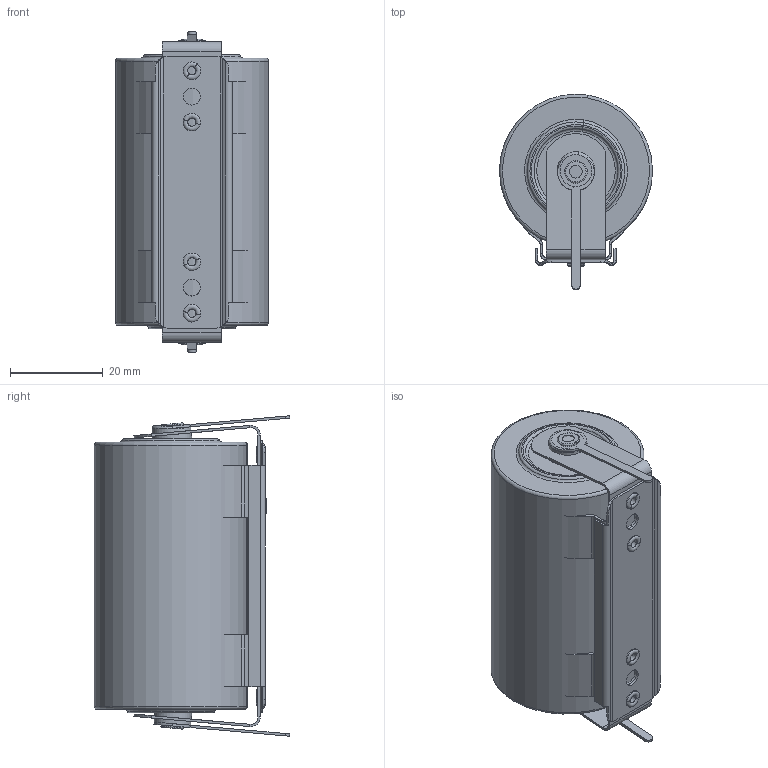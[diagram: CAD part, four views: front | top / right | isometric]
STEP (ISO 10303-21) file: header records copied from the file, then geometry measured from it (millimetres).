
FILE_DESCRIPTION (( 'STEP AP214' ), '1' );
FILE_NAME ('keystone-PN2232.STEP', '2022-03-25T14:54:36', ( '' ), ( '' ), 'SwSTEP 2.0', 'SolidWorks 2022', '' );
FILE_SCHEMA (( 'AUTOMOTIVE_DESIGN' ));
Length unit declared in the file: millimetre
Products named in the file (1): keystone-PN2232
Bounding box: 33.06 x 42.17 x 69.22 mm (x, y, z)
Volume: 52296.1 mm3; surface area: 17253.9 mm2
Topology: 16 solids, 16 shells, 398 faces, 874 edges, 522 vertices
Faces by surface type: cylinder 184, plane 144, torus 54, bspline 16
Entity records: 16596 total; most frequent: CARTESIAN_POINT 3066, DIRECTION 2000, ORIENTED_EDGE 1748, EDGE_CURVE 874, AXIS2_PLACEMENT_3D 811, VERTEX_POINT 522, EDGE_LOOP 464, CIRCLE 428
